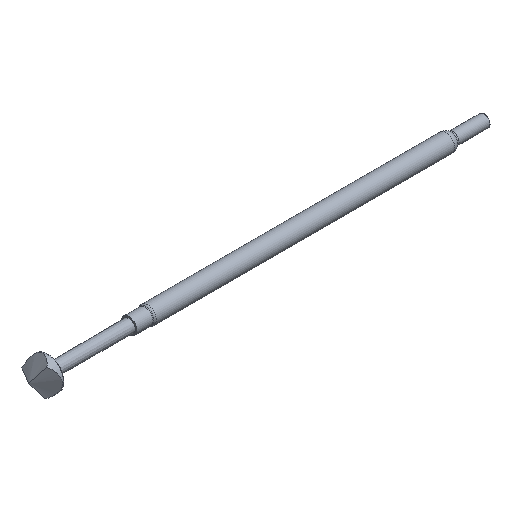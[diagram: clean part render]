
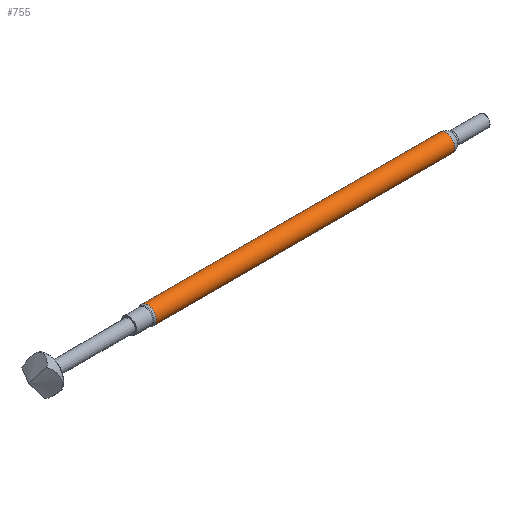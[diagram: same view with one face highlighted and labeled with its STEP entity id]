
A CAD part, isometric view. The second image highlights one B-rep face of the part: STEP entity #755.
In plain terms, the highlighted cylindrical face has radius 0.683 mm (diameter 1.367 mm), a full revolution.
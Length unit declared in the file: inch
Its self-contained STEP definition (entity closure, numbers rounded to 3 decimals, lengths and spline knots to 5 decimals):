
#38 = DIRECTION ( 'NONE',  ( 0., 0., 1. ) ) ;
#68 = AXIS2_PLACEMENT_3D ( 'NONE', #583, #111, #169 ) ;
#72 = CARTESIAN_POINT ( 'NONE',  ( 0.98, 0., 0.0269 ) ) ;
#107 = DIRECTION ( 'NONE',  ( -1., 0., 0. ) ) ;
#111 = DIRECTION ( 'NONE',  ( -1., 0., 0. ) ) ;
#169 = DIRECTION ( 'NONE',  ( 0., 0., 1. ) ) ;
#255 = ORIENTED_EDGE ( 'NONE', *, *, #359, .F. ) ;
#267 = DIRECTION ( 'NONE',  ( -1., 0., 0. ) ) ;
#269 = AXIS2_PLACEMENT_3D ( 'NONE', #468, #267, #416 ) ;
#306 = ORIENTED_EDGE ( 'NONE', *, *, #716, .T. ) ;
#319 = FACE_OUTER_BOUND ( 'NONE', #642, .T. ) ;
#358 = AXIS2_PLACEMENT_3D ( 'NONE', #720, #107, #38 ) ;
#359 = EDGE_CURVE ( 'NONE', #411, #411, #625, .T. ) ;
#411 = VERTEX_POINT ( 'NONE', #673 ) ;
#416 = DIRECTION ( 'NONE',  ( 0., 0., 1. ) ) ;
#442 = CYLINDRICAL_SURFACE ( 'NONE', #358, 0.0269 ) ;
#450 = CIRCLE ( 'NONE', #68, 0.0269 ) ;
#468 = CARTESIAN_POINT ( 'NONE',  ( 0.05807, 0., 0. ) ) ;
#583 = CARTESIAN_POINT ( 'NONE',  ( 0.98, 0., 0. ) ) ;
#593 = FACE_OUTER_BOUND ( 'NONE', #626, .T. ) ;
#625 = CIRCLE ( 'NONE', #269, 0.0269 ) ;
#626 = EDGE_LOOP ( 'NONE', ( #255 ) ) ;
#642 = EDGE_LOOP ( 'NONE', ( #306 ) ) ;
#673 = CARTESIAN_POINT ( 'NONE',  ( 0.05807, 0., 0.0269 ) ) ;
#716 = EDGE_CURVE ( 'NONE', #824, #824, #450, .T. ) ;
#720 = CARTESIAN_POINT ( 'NONE',  ( 0., 0., 0. ) ) ;
#755 = ADVANCED_FACE ( 'NONE', ( #319, #593 ), #442, .T. ) ;
#824 = VERTEX_POINT ( 'NONE', #72 ) ;
